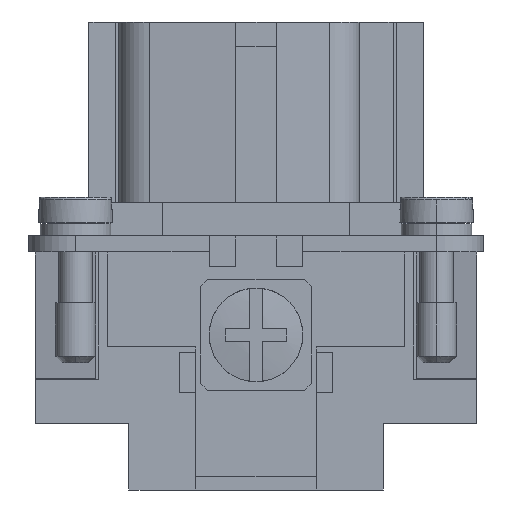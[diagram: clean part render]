
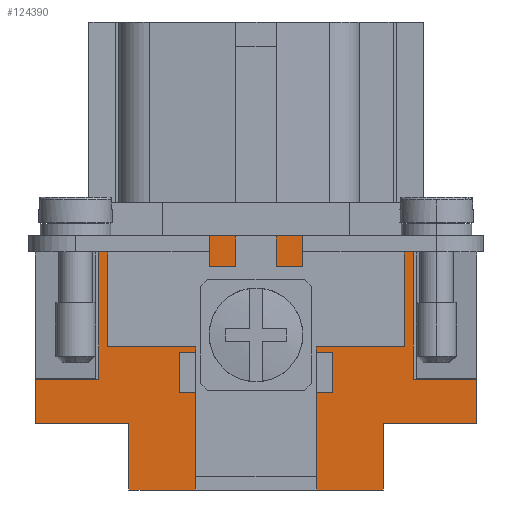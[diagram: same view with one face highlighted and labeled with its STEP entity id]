
A CAD part, left-side view. The second image highlights one B-rep face of the part: STEP entity #124390.
In plain terms, the highlighted planar face has unit normal (-1, 0, 0).
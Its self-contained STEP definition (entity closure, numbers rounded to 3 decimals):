
#122700=CARTESIAN_POINT('',(-21.55,-16.5,0.));
#122710=DIRECTION('',(-1.,0.,0.));
#122720=DIRECTION('',(0.,0.,1.));
#122730=AXIS2_PLACEMENT_3D('',#122700,#122710,#122720);
#122740=PLANE('',#122730);
#122750=CARTESIAN_POINT('',(-21.55,0.,10.3));
#122760=DIRECTION('',(0.,-1.,0.));
#122770=VECTOR('',#122760,1.);
#122780=LINE('',#122750,#122770);
#122790=CARTESIAN_POINT('',(-21.55,5.7,10.3));
#122800=VERTEX_POINT('',#122790);
#122810=CARTESIAN_POINT('',(-21.55,4.5,10.3));
#122820=VERTEX_POINT('',#122810);
#122830=EDGE_CURVE('',#122800,#122820,#122780,.T.);
#122840=ORIENTED_EDGE('',*,*,#122830,.T.);
#122850=CARTESIAN_POINT('',(-21.55,5.7,0.));
#122860=DIRECTION('',(0.,0.,-1.));
#122870=VECTOR('',#122860,1.);
#122880=LINE('',#122850,#122870);
#122890=CARTESIAN_POINT('',(-21.55,5.7,7.3));
#122900=VERTEX_POINT('',#122890);
#122910=EDGE_CURVE('',#122800,#122900,#122880,.T.);
#122920=ORIENTED_EDGE('',*,*,#122910,.F.);
#122930=CARTESIAN_POINT('',(-21.55,0.,7.3));
#122940=DIRECTION('',(0.,1.,0.));
#122950=VECTOR('',#122940,1.);
#122960=LINE('',#122930,#122950);
#122970=CARTESIAN_POINT('',(-21.55,4.5,7.3));
#122980=VERTEX_POINT('',#122970);
#122990=EDGE_CURVE('',#122980,#122900,#122960,.T.);
#123000=ORIENTED_EDGE('',*,*,#122990,.T.);
#123010=CARTESIAN_POINT('',(-21.55,4.5,0.));
#123020=DIRECTION('',(0.,0.,-1.));
#123030=VECTOR('',#123020,1.);
#123040=LINE('',#123010,#123030);
#123050=EDGE_CURVE('',#122820,#122980,#123040,.T.);
#123060=ORIENTED_EDGE('',*,*,#123050,.T.);
#123070=EDGE_LOOP('',(#123060,#123000,#122920,#122840));
#123080=FACE_BOUND('',#123070,.T.);
#123090=CARTESIAN_POINT('',(-21.55,0.,8.3));
#123100=DIRECTION('',(0.,-1.,0.));
#123110=VECTOR('',#123100,1.);
#123120=LINE('',#123090,#123110);
#123130=CARTESIAN_POINT('',(-21.55,-11.75,8.3));
#123140=VERTEX_POINT('',#123130);
#123150=CARTESIAN_POINT('',(-21.55,-16.5,8.3));
#123160=VERTEX_POINT('',#123150);
#123170=EDGE_CURVE('',#123140,#123160,#123120,.T.);
#123180=ORIENTED_EDGE('',*,*,#123170,.F.);
#123190=CARTESIAN_POINT('',(-21.55,-16.5,0.));
#123200=DIRECTION('',(0.,0.,1.));
#123210=VECTOR('',#123200,1.);
#123220=LINE('',#123190,#123210);
#123230=CARTESIAN_POINT('',(-21.55,-16.5,5.));
#123240=VERTEX_POINT('',#123230);
#123250=EDGE_CURVE('',#123240,#123160,#123220,.T.);
#123260=ORIENTED_EDGE('',*,*,#123250,.T.);
#123270=CARTESIAN_POINT('',(-21.55,0.,5.));
#123280=DIRECTION('',(0.,1.,0.));
#123290=VECTOR('',#123280,1.);
#123300=LINE('',#123270,#123290);
#123310=CARTESIAN_POINT('',(-21.55,-9.5,5.));
#123320=VERTEX_POINT('',#123310);
#123330=EDGE_CURVE('',#123240,#123320,#123300,.T.);
#123340=ORIENTED_EDGE('',*,*,#123330,.F.);
#123350=CARTESIAN_POINT('',(-21.55,-9.5,0.));
#123360=DIRECTION('',(0.,0.,1.));
#123370=VECTOR('',#123360,5.);
#123380=LINE('',#123350,#123370);
#123390=CARTESIAN_POINT('',(-21.55,-9.5,0.));
#123400=VERTEX_POINT('',#123390);
#123410=EDGE_CURVE('',#123400,#123320,#123380,.T.);
#123420=ORIENTED_EDGE('',*,*,#123410,.T.);
#123430=CARTESIAN_POINT('',(-21.55,-4.55,0.));
#123440=DIRECTION('',(0.,-1.,0.));
#123450=VECTOR('',#123440,4.95);
#123460=LINE('',#123430,#123450);
#123470=CARTESIAN_POINT('',(-21.55,-4.55,0.));
#123480=VERTEX_POINT('',#123470);
#123490=EDGE_CURVE('',#123480,#123400,#123460,.T.);
#123500=ORIENTED_EDGE('',*,*,#123490,.T.);
#123510=CARTESIAN_POINT('',(-21.55,-4.55,3.5));
#123520=DIRECTION('',(0.,0.,-1.));
#123530=VECTOR('',#123520,3.5);
#123540=LINE('',#123510,#123530);
#123550=CARTESIAN_POINT('',(-21.55,-4.55,3.5));
#123560=VERTEX_POINT('',#123550);
#123570=EDGE_CURVE('',#123560,#123480,#123540,.T.);
#123580=ORIENTED_EDGE('',*,*,#123570,.T.);
#123590=CARTESIAN_POINT('',(-21.55,4.55,3.5));
#123600=DIRECTION('',(0.,-1.,0.));
#123610=VECTOR('',#123600,9.1);
#123620=LINE('',#123590,#123610);
#123630=CARTESIAN_POINT('',(-21.55,4.55,3.5));
#123640=VERTEX_POINT('',#123630);
#123650=EDGE_CURVE('',#123640,#123560,#123620,.T.);
#123660=ORIENTED_EDGE('',*,*,#123650,.T.);
#123670=CARTESIAN_POINT('',(-21.55,4.55,0.));
#123680=DIRECTION('',(0.,0.,1.));
#123690=VECTOR('',#123680,3.5);
#123700=LINE('',#123670,#123690);
#123710=CARTESIAN_POINT('',(-21.55,4.55,0.));
#123720=VERTEX_POINT('',#123710);
#123730=EDGE_CURVE('',#123720,#123640,#123700,.T.);
#123740=ORIENTED_EDGE('',*,*,#123730,.T.);
#123750=CARTESIAN_POINT('',(-21.55,9.5,0.));
#123760=DIRECTION('',(0.,-1.,0.));
#123770=VECTOR('',#123760,4.95);
#123780=LINE('',#123750,#123770);
#123790=CARTESIAN_POINT('',(-21.55,9.5,0.));
#123800=VERTEX_POINT('',#123790);
#123810=EDGE_CURVE('',#123800,#123720,#123780,.T.);
#123820=ORIENTED_EDGE('',*,*,#123810,.T.);
#123830=CARTESIAN_POINT('',(-21.55,9.5,5.));
#123840=DIRECTION('',(0.,0.,-1.));
#123850=VECTOR('',#123840,5.);
#123860=LINE('',#123830,#123850);
#123870=CARTESIAN_POINT('',(-21.55,9.5,5.));
#123880=VERTEX_POINT('',#123870);
#123890=EDGE_CURVE('',#123880,#123800,#123860,.T.);
#123900=ORIENTED_EDGE('',*,*,#123890,.T.);
#123910=CARTESIAN_POINT('',(-21.55,0.,5.));
#123920=DIRECTION('',(0.,-1.,0.));
#123930=VECTOR('',#123920,1.);
#123940=LINE('',#123910,#123930);
#123950=CARTESIAN_POINT('',(-21.55,16.5,5.));
#123960=VERTEX_POINT('',#123950);
#123970=EDGE_CURVE('',#123960,#123880,#123940,.T.);
#123980=ORIENTED_EDGE('',*,*,#123970,.T.);
#123990=CARTESIAN_POINT('',(-21.55,16.5,0.));
#124000=DIRECTION('',(0.,0.,1.));
#124010=VECTOR('',#124000,1.);
#124020=LINE('',#123990,#124010);
#124030=CARTESIAN_POINT('',(-21.55,16.5,8.3));
#124040=VERTEX_POINT('',#124030);
#124050=EDGE_CURVE('',#123960,#124040,#124020,.T.);
#124060=ORIENTED_EDGE('',*,*,#124050,.F.);
#124070=CARTESIAN_POINT('',(-21.55,0.,8.3));
#124080=DIRECTION('',(0.,1.,0.));
#124090=VECTOR('',#124080,1.);
#124100=LINE('',#124070,#124090);
#124110=CARTESIAN_POINT('',(-21.55,11.75,8.3));
#124120=VERTEX_POINT('',#124110);
#124130=EDGE_CURVE('',#124120,#124040,#124100,.T.);
#124140=ORIENTED_EDGE('',*,*,#124130,.T.);
#124150=CARTESIAN_POINT('',(-21.55,11.75,19.));
#124160=DIRECTION('',(0.,0.,-1.));
#124170=VECTOR('',#124160,10.7);
#124180=LINE('',#124150,#124170);
#124190=CARTESIAN_POINT('',(-21.55,11.75,19.));
#124200=VERTEX_POINT('',#124190);
#124210=EDGE_CURVE('',#124200,#124120,#124180,.T.);
#124220=ORIENTED_EDGE('',*,*,#124210,.T.);
#124230=CARTESIAN_POINT('',(-21.55,-11.75,19.));
#124240=DIRECTION('',(0.,1.,0.));
#124250=VECTOR('',#124240,23.5);
#124260=LINE('',#124230,#124250);
#124270=CARTESIAN_POINT('',(-21.55,-11.75,19.));
#124280=VERTEX_POINT('',#124270);
#124290=EDGE_CURVE('',#124280,#124200,#124260,.T.);
#124300=ORIENTED_EDGE('',*,*,#124290,.T.);
#124310=CARTESIAN_POINT('',(-21.55,-11.75,8.3));
#124320=DIRECTION('',(0.,0.,1.));
#124330=VECTOR('',#124320,10.7);
#124340=LINE('',#124310,#124330);
#124350=EDGE_CURVE('',#123140,#124280,#124340,.T.);
#124360=ORIENTED_EDGE('',*,*,#124350,.T.);
#124370=EDGE_LOOP('',(#124360,#124300,#124220,#124140,#124060,#123980,
#123900,#123820,#123740,#123660,#123580,#123500,#123420,#123340,#123260,
#123180));
#124380=FACE_OUTER_BOUND('',#124370,.T.);
#124390=ADVANCED_FACE('',(#123080,#124380),#122740,.T.);
